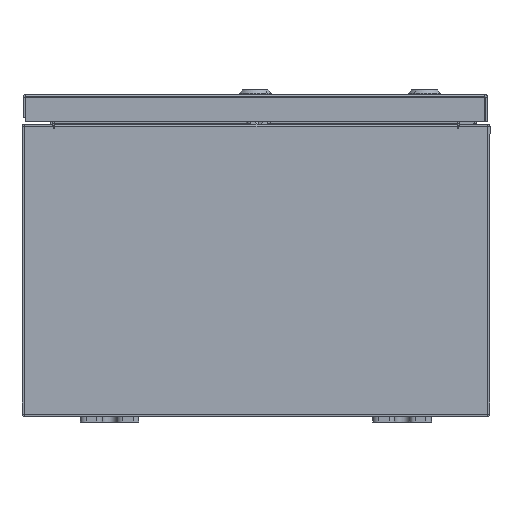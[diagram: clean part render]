
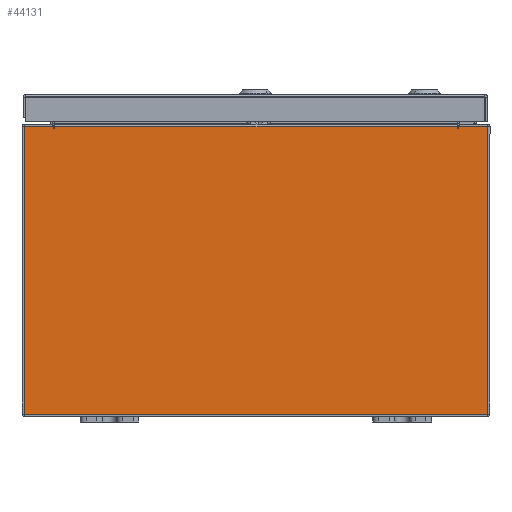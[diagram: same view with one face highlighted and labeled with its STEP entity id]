
A CAD part, front view. The second image highlights one B-rep face of the part: STEP entity #44131.
In plain terms, the highlighted face is planar.
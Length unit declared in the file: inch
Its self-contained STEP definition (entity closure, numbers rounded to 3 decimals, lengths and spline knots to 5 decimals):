
#258 = ORIENTED_EDGE ( 'NONE', *, *, #10346, .F. ) ;
#1372 = LINE ( 'NONE', #7715, #38703 ) ;
#1801 = LINE ( 'NONE', #42982, #52086 ) ;
#2348 = CARTESIAN_POINT ( 'NONE',  ( -6.8872, 0., 4.87495 ) ) ;
#3050 = CIRCLE ( 'NONE', #18336, 0.01868 ) ;
#3836 = CARTESIAN_POINT ( 'NONE',  ( -6.8872, 0., 4.9123 ) ) ;
#4060 = CARTESIAN_POINT ( 'NONE',  ( -6.92455, 0., 0. ) ) ;
#4123 = CARTESIAN_POINT ( 'NONE',  ( -6.92455, 0., 4.87495 ) ) ;
#5010 = EDGE_CURVE ( 'NONE', #10439, #39909, #42440, .T. ) ;
#6632 = VECTOR ( 'NONE', #19245, 39.37008 ) ;
#6646 = VECTOR ( 'NONE', #35964, 39.37008 ) ;
#7715 = CARTESIAN_POINT ( 'NONE',  ( 7.9253, 0., 4.9253 ) ) ;
#8066 = ORIENTED_EDGE ( 'NONE', *, *, #28423, .F. ) ;
#8300 = EDGE_CURVE ( 'NONE', #60425, #39114, #30585, .T. ) ;
#8518 = CARTESIAN_POINT ( 'NONE',  ( 7.9253, 0., -4.9253 ) ) ;
#10346 = EDGE_CURVE ( 'NONE', #51937, #53572, #3050, .T. ) ;
#10439 = VERTEX_POINT ( 'NONE', #8518 ) ;
#10767 = DIRECTION ( 'NONE',  ( 1., 0., 0. ) ) ;
#11222 = EDGE_CURVE ( 'NONE', #39114, #19642, #20504, .T. ) ;
#15676 = EDGE_CURVE ( 'NONE', #62950, #51937, #16424, .T. ) ;
#16424 = LINE ( 'NONE', #16999, #29408 ) ;
#16999 = CARTESIAN_POINT ( 'NONE',  ( -6.8872, 0., 0. ) ) ;
#17054 = LINE ( 'NONE', #44848, #42974 ) ;
#17580 = FACE_OUTER_BOUND ( 'NONE', #43914, .T. ) ;
#17659 = DIRECTION ( 'NONE',  ( 0., 1., 0. ) ) ;
#18263 = DIRECTION ( 'NONE',  ( 0., 0., -1. ) ) ;
#18336 = AXIS2_PLACEMENT_3D ( 'NONE', #46857, #17659, #51758 ) ;
#19245 = DIRECTION ( 'NONE',  ( 1., 0., 0. ) ) ;
#19642 = VERTEX_POINT ( 'NONE', #56702 ) ;
#20504 = LINE ( 'NONE', #47816, #57882 ) ;
#20945 = CARTESIAN_POINT ( 'NONE',  ( 6.90587, 0., 4.87495 ) ) ;
#21403 = CARTESIAN_POINT ( 'NONE',  ( -7.9253, 0., 4.9253 ) ) ;
#22337 = DIRECTION ( 'NONE',  ( 0., 0., -1. ) ) ;
#22918 = EDGE_CURVE ( 'NONE', #29721, #10439, #1372, .T. ) ;
#23446 = LINE ( 'NONE', #3836, #62314 ) ;
#24579 = AXIS2_PLACEMENT_3D ( 'NONE', #46653, #51537, #22337 ) ;
#25204 = ORIENTED_EDGE ( 'NONE', *, *, #11222, .F. ) ;
#25749 = CARTESIAN_POINT ( 'NONE',  ( -7.9253, 0., -4.9253 ) ) ;
#25854 = DIRECTION ( 'NONE',  ( 0., 0., -1. ) ) ;
#26938 = VERTEX_POINT ( 'NONE', #57258 ) ;
#28423 = EDGE_CURVE ( 'NONE', #45452, #60425, #1801, .T. ) ;
#29408 = VECTOR ( 'NONE', #46207, 39.37008 ) ;
#29721 = VERTEX_POINT ( 'NONE', #36402 ) ;
#30585 = CIRCLE ( 'NONE', #55042, 0.01868 ) ;
#30982 = ORIENTED_EDGE ( 'NONE', *, *, #56462, .T. ) ;
#31130 = CARTESIAN_POINT ( 'NONE',  ( -7.9253, 0., 4.9253 ) ) ;
#31867 = CARTESIAN_POINT ( 'NONE',  ( 6.92455, 0., 4.87495 ) ) ;
#33337 = DIRECTION ( 'NONE',  ( 0., 0., 1. ) ) ;
#34877 = LINE ( 'NONE', #4060, #49380 ) ;
#35898 = EDGE_CURVE ( 'NONE', #62950, #19642, #23446, .T. ) ;
#35940 = EDGE_CURVE ( 'NONE', #53572, #26938, #34877, .T. ) ;
#35964 = DIRECTION ( 'NONE',  ( -1., 0., 0. ) ) ;
#36402 = CARTESIAN_POINT ( 'NONE',  ( 7.9253, 0., 4.9253 ) ) ;
#36741 = VERTEX_POINT ( 'NONE', #31130 ) ;
#38102 = DIRECTION ( 'NONE',  ( 0., 0., 1. ) ) ;
#38703 = VECTOR ( 'NONE', #46700, 39.37008 ) ;
#39114 = VERTEX_POINT ( 'NONE', #45009 ) ;
#39909 = VERTEX_POINT ( 'NONE', #25749 ) ;
#40548 = ORIENTED_EDGE ( 'NONE', *, *, #35940, .F. ) ;
#40599 = EDGE_CURVE ( 'NONE', #39909, #36741, #62010, .T. ) ;
#42440 = LINE ( 'NONE', #47425, #6646 ) ;
#42974 = VECTOR ( 'NONE', #10767, 39.37008 ) ;
#42982 = CARTESIAN_POINT ( 'NONE',  ( 6.92455, 0., 0. ) ) ;
#43914 = EDGE_LOOP ( 'NONE', ( #40548, #258, #47509, #57104, #25204, #45508, #8066, #30982, #60661, #44009, #50185, #56204 ) ) ;
#44009 = ORIENTED_EDGE ( 'NONE', *, *, #5010, .T. ) ;
#44131 = ADVANCED_FACE ( 'NONE', ( #17580 ), #60905, .F. ) ;
#44848 = CARTESIAN_POINT ( 'NONE',  ( -7.9253, 0., 4.9253 ) ) ;
#45009 = CARTESIAN_POINT ( 'NONE',  ( 6.8872, 0., 4.87495 ) ) ;
#45452 = VERTEX_POINT ( 'NONE', #51545 ) ;
#45508 = ORIENTED_EDGE ( 'NONE', *, *, #8300, .F. ) ;
#46207 = DIRECTION ( 'NONE',  ( 0., 0., -1. ) ) ;
#46653 = CARTESIAN_POINT ( 'NONE',  ( 0., 0., 0. ) ) ;
#46700 = DIRECTION ( 'NONE',  ( 0., 0., -1. ) ) ;
#46857 = CARTESIAN_POINT ( 'NONE',  ( -6.90588, 0., 4.87495 ) ) ;
#47004 = LINE ( 'NONE', #53352, #6632 ) ;
#47425 = CARTESIAN_POINT ( 'NONE',  ( -7.9253, 0., -4.9253 ) ) ;
#47509 = ORIENTED_EDGE ( 'NONE', *, *, #15676, .F. ) ;
#47816 = CARTESIAN_POINT ( 'NONE',  ( 6.8872, 0., 0. ) ) ;
#48198 = CARTESIAN_POINT ( 'NONE',  ( -6.8872, 0., 4.9123 ) ) ;
#49085 = VECTOR ( 'NONE', #50581, 39.37008 ) ;
#49380 = VECTOR ( 'NONE', #38102, 39.37008 ) ;
#50185 = ORIENTED_EDGE ( 'NONE', *, *, #40599, .T. ) ;
#50581 = DIRECTION ( 'NONE',  ( 0., 0., 1. ) ) ;
#51537 = DIRECTION ( 'NONE',  ( 0., -1., 0. ) ) ;
#51545 = CARTESIAN_POINT ( 'NONE',  ( 6.92455, 0., 4.9253 ) ) ;
#51758 = DIRECTION ( 'NONE',  ( 0., 0., -1. ) ) ;
#51937 = VERTEX_POINT ( 'NONE', #2348 ) ;
#52086 = VECTOR ( 'NONE', #18263, 39.37008 ) ;
#53352 = CARTESIAN_POINT ( 'NONE',  ( -7.9253, 0., 4.9253 ) ) ;
#53572 = VERTEX_POINT ( 'NONE', #4123 ) ;
#55042 = AXIS2_PLACEMENT_3D ( 'NONE', #20945, #55056, #25854 ) ;
#55056 = DIRECTION ( 'NONE',  ( 0., 1., 0. ) ) ;
#56204 = ORIENTED_EDGE ( 'NONE', *, *, #60025, .T. ) ;
#56462 = EDGE_CURVE ( 'NONE', #45452, #29721, #47004, .T. ) ;
#56702 = CARTESIAN_POINT ( 'NONE',  ( 6.8872, 0., 4.9123 ) ) ;
#57104 = ORIENTED_EDGE ( 'NONE', *, *, #35898, .T. ) ;
#57258 = CARTESIAN_POINT ( 'NONE',  ( -6.92455, 0., 4.9253 ) ) ;
#57882 = VECTOR ( 'NONE', #33337, 39.37008 ) ;
#60025 = EDGE_CURVE ( 'NONE', #36741, #26938, #17054, .T. ) ;
#60425 = VERTEX_POINT ( 'NONE', #31867 ) ;
#60661 = ORIENTED_EDGE ( 'NONE', *, *, #22918, .T. ) ;
#60905 = PLANE ( 'NONE',  #24579 ) ;
#62010 = LINE ( 'NONE', #21403, #49085 ) ;
#62182 = DIRECTION ( 'NONE',  ( 1., 0., 0. ) ) ;
#62314 = VECTOR ( 'NONE', #62182, 39.37008 ) ;
#62950 = VERTEX_POINT ( 'NONE', #48198 ) ;
